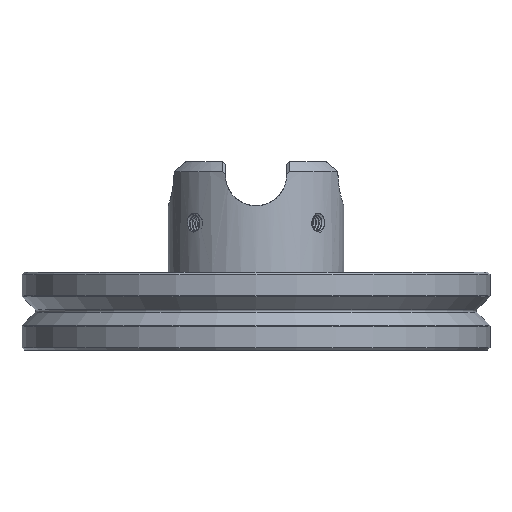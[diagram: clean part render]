
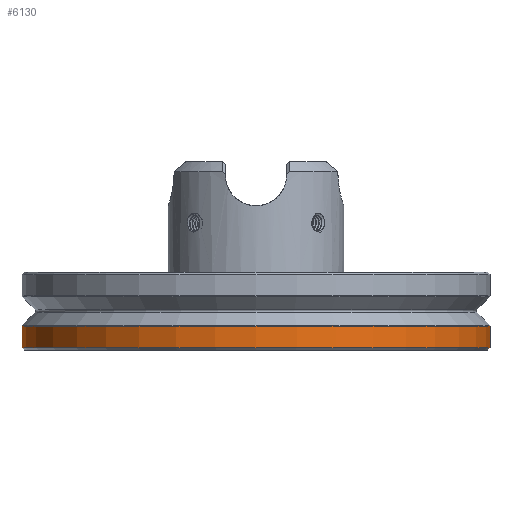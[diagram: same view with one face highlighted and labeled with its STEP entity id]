
A CAD part, front view. The second image highlights one B-rep face of the part: STEP entity #6130.
In plain terms, the highlighted cylindrical face has radius 24 mm (diameter 48 mm), a full revolution.
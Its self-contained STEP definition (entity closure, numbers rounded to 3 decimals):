
#448=FACE_OUTER_BOUND('',#799,.T.);
#799=EDGE_LOOP('',(#5120,#5121,#5122,#5123));
#895=CIRCLE('',#6509,24.);
#896=CIRCLE('',#6511,24.);
#1770=LINE('',#21417,#2038);
#2038=VECTOR('',#7465,24.);
#2684=VERTEX_POINT('',#21411);
#2685=VERTEX_POINT('',#21415);
#3613=EDGE_CURVE('',#2684,#2684,#895,.T.);
#3615=EDGE_CURVE('',#2685,#2685,#896,.T.);
#3616=EDGE_CURVE('',#2685,#2684,#1770,.T.);
#5120=ORIENTED_EDGE('',*,*,#3615,.F.);
#5121=ORIENTED_EDGE('',*,*,#3616,.T.);
#5122=ORIENTED_EDGE('',*,*,#3613,.F.);
#5123=ORIENTED_EDGE('',*,*,#3616,.F.);
#5828=CYLINDRICAL_SURFACE('',#6510,24.);
#6130=ADVANCED_FACE('',(#448),#5828,.T.);
#6509=AXIS2_PLACEMENT_3D('',#21412,#7458,#7459);
#6510=AXIS2_PLACEMENT_3D('',#21414,#7461,#7462);
#6511=AXIS2_PLACEMENT_3D('',#21416,#7463,#7464);
#7458=DIRECTION('center_axis',(0.,0.,-1.));
#7459=DIRECTION('ref_axis',(1.,0.,0.));
#7461=DIRECTION('center_axis',(0.,0.,1.));
#7462=DIRECTION('ref_axis',(1.,0.,0.));
#7463=DIRECTION('center_axis',(0.,0.,1.));
#7464=DIRECTION('ref_axis',(1.,0.,0.));
#7465=DIRECTION('',(0.,0.,-1.));
#21411=CARTESIAN_POINT('',(-24.,0.,0.25));
#21412=CARTESIAN_POINT('Origin',(0.,0.,0.25));
#21414=CARTESIAN_POINT('Origin',(0.,0.,0.));
#21415=CARTESIAN_POINT('',(-24.,0.,2.45));
#21416=CARTESIAN_POINT('Origin',(0.,0.,2.45));
#21417=CARTESIAN_POINT('',(-24.,0.,0.));
